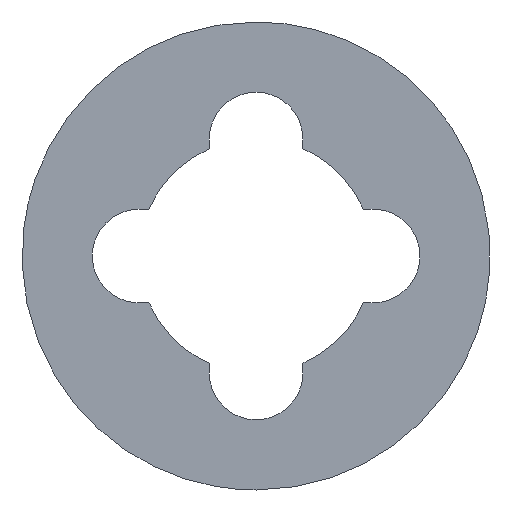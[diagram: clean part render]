
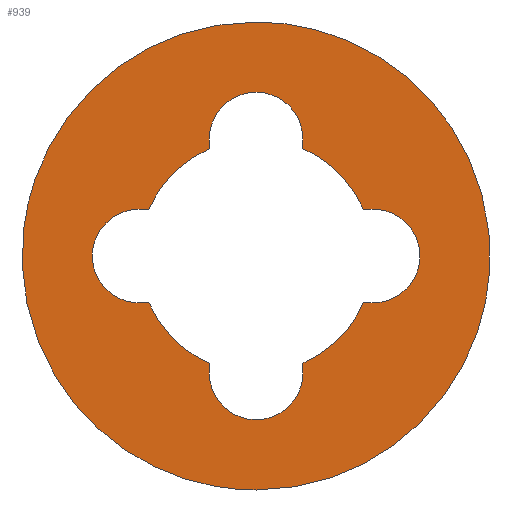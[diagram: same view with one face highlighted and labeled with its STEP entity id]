
A CAD part, front view. The second image highlights one B-rep face of the part: STEP entity #939.
In plain terms, the highlighted free-form (B-spline) face has degree [1, 1] with [2, 2] control points.
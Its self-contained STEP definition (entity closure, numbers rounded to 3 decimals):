
#66=CARTESIAN_POINT('',(-4.965,0.,0.59));
#67=VERTEX_POINT('',#66);
#68=CARTESIAN_POINT('',(0.0,0.0,-5.0));
#69=VERTEX_POINT('',#68);
#70=CARTESIAN_POINT('',(-4.965,0.,0.59));
#71=CARTESIAN_POINT('',(-5.,0.0,0.296));
#72=CARTESIAN_POINT('',(-5.0,0.0,0.0));
#73=CARTESIAN_POINT('',(-5.,0.0,-5.));
#74=CARTESIAN_POINT('',(0.0,0.0,-5.0));
#82=(BOUNDED_CURVE()B_SPLINE_CURVE(2,(#70,#71,#72,#73,#74),.UNSPECIFIED.,.F.,.U.)B_SPLINE_CURVE_WITH_KNOTS((3,2,3),(0.23,0.25,0.5),.UNSPECIFIED.)CURVE()GEOMETRIC_REPRESENTATION_ITEM()RATIONAL_B_SPLINE_CURVE((0.956,0.976,1.0,0.707,1.0))REPRESENTATION_ITEM(''));
#83=EDGE_CURVE('',#67,#69,#82,.T.);
#124=CARTESIAN_POINT('',(4.991,0.,-0.305));
#125=VERTEX_POINT('',#124);
#131=CARTESIAN_POINT('',(0.0,0.0,-5.0));
#132=CARTESIAN_POINT('',(4.704,0.0,-5.));
#133=CARTESIAN_POINT('',(4.991,0.,-0.305));
#141=(BOUNDED_CURVE()B_SPLINE_CURVE(2,(#131,#132,#133),.UNSPECIFIED.,.F.,.U.)B_SPLINE_CURVE_WITH_KNOTS((3,3),(0.5,0.739),.UNSPECIFIED.)CURVE()GEOMETRIC_REPRESENTATION_ITEM()RATIONAL_B_SPLINE_CURVE((1.0,0.72,0.976))REPRESENTATION_ITEM(''));
#142=EDGE_CURVE('',#69,#125,#141,.T.);
#165=CARTESIAN_POINT('',(0.0,0.0,5.0));
#166=VERTEX_POINT('',#165);
#167=CARTESIAN_POINT('',(0.0,0.0,5.0));
#168=CARTESIAN_POINT('',(-4.441,0.0,5.));
#169=CARTESIAN_POINT('',(-4.965,0.,0.59));
#177=(BOUNDED_CURVE()B_SPLINE_CURVE(2,(#167,#168,#169),.UNSPECIFIED.,.F.,.U.)B_SPLINE_CURVE_WITH_KNOTS((3,3),(0.0,0.23),.UNSPECIFIED.)CURVE()GEOMETRIC_REPRESENTATION_ITEM()RATIONAL_B_SPLINE_CURVE((1.0,0.731,0.956))REPRESENTATION_ITEM(''));
#178=EDGE_CURVE('',#166,#67,#177,.T.);
#180=CARTESIAN_POINT('',(4.991,0.,-0.305));
#181=CARTESIAN_POINT('',(5.,0.0,-0.153));
#182=CARTESIAN_POINT('',(5.0,0.0,0.0));
#183=CARTESIAN_POINT('',(5.,0.0,5.));
#184=CARTESIAN_POINT('',(0.0,0.0,5.0));
#192=(BOUNDED_CURVE()B_SPLINE_CURVE(2,(#180,#181,#182,#183,#184),.UNSPECIFIED.,.F.,.U.)B_SPLINE_CURVE_WITH_KNOTS((3,2,3),(0.739,0.75,1.0),.UNSPECIFIED.)CURVE()GEOMETRIC_REPRESENTATION_ITEM()RATIONAL_B_SPLINE_CURVE((0.976,0.988,1.0,0.707,1.0))REPRESENTATION_ITEM(''));
#193=EDGE_CURVE('',#125,#166,#192,.T.);
#248=CARTESIAN_POINT('',(1.0,0.0,2.5));
#249=VERTEX_POINT('',#248);
#250=CARTESIAN_POINT('',(-1.0,0.0,2.5));
#251=VERTEX_POINT('',#250);
#252=CARTESIAN_POINT('',(1.0,0.0,2.5));
#253=CARTESIAN_POINT('',(1.0,0.0,3.5));
#254=CARTESIAN_POINT('',(0.0,0.0,3.5));
#255=CARTESIAN_POINT('',(-1.0,0.0,3.5));
#256=CARTESIAN_POINT('',(-1.0,0.0,2.5));
#264=(BOUNDED_CURVE()B_SPLINE_CURVE(2,(#252,#253,#254,#255,#256),.UNSPECIFIED.,.F.,.U.)B_SPLINE_CURVE_WITH_KNOTS((3,2,3),(0.0,0.5,1.0),.UNSPECIFIED.)CURVE()GEOMETRIC_REPRESENTATION_ITEM()RATIONAL_B_SPLINE_CURVE((1.0,0.707,1.0,0.707,1.0))REPRESENTATION_ITEM(''));
#265=EDGE_CURVE('',#249,#251,#264,.T.);
#304=CARTESIAN_POINT('',(-1.0,0.0,2.291));
#305=VERTEX_POINT('',#304);
#306=CARTESIAN_POINT('',(-1.0,0.0,2.291));
#307=CARTESIAN_POINT('',(-1.0,0.0,2.5));
#308=QUASI_UNIFORM_CURVE('',1,(#306,#307),.UNSPECIFIED.,.F.,.U.);
#309=EDGE_CURVE('',#305,#251,#308,.T.);
#341=CARTESIAN_POINT('',(-2.291,0.0,1.0));
#342=VERTEX_POINT('',#341);
#343=CARTESIAN_POINT('',(-1.,0.0,2.291));
#344=CARTESIAN_POINT('',(-1.899,0.0,1.899));
#345=CARTESIAN_POINT('',(-2.291,0.0,1.));
#353=(BOUNDED_CURVE()B_SPLINE_CURVE(2,(#343,#344,#345),.UNSPECIFIED.,.F.,.U.)CURVE()GEOMETRIC_REPRESENTATION_ITEM()QUASI_UNIFORM_CURVE()RATIONAL_B_SPLINE_CURVE((1.0,0.931,1.0))REPRESENTATION_ITEM(''));
#354=EDGE_CURVE('',#305,#342,#353,.T.);
#385=CARTESIAN_POINT('',(-2.5,0.0,1.0));
#386=VERTEX_POINT('',#385);
#387=CARTESIAN_POINT('',(-2.5,0.0,1.0));
#388=CARTESIAN_POINT('',(-2.291,0.0,1.0));
#389=QUASI_UNIFORM_CURVE('',1,(#387,#388),.UNSPECIFIED.,.F.,.U.);
#390=EDGE_CURVE('',#386,#342,#389,.T.);
#426=CARTESIAN_POINT('',(-2.5,0.0,-1.0));
#427=VERTEX_POINT('',#426);
#428=CARTESIAN_POINT('',(-2.5,0.0,1.0));
#429=CARTESIAN_POINT('',(-3.5,0.0,1.0));
#430=CARTESIAN_POINT('',(-3.5,0.0,0.0));
#431=CARTESIAN_POINT('',(-3.5,0.0,-1.0));
#432=CARTESIAN_POINT('',(-2.5,0.0,-1.0));
#440=(BOUNDED_CURVE()B_SPLINE_CURVE(2,(#428,#429,#430,#431,#432),.UNSPECIFIED.,.F.,.U.)B_SPLINE_CURVE_WITH_KNOTS((3,2,3),(0.0,0.5,1.0),.UNSPECIFIED.)CURVE()GEOMETRIC_REPRESENTATION_ITEM()RATIONAL_B_SPLINE_CURVE((1.0,0.707,1.0,0.707,1.0))REPRESENTATION_ITEM(''));
#441=EDGE_CURVE('',#386,#427,#440,.T.);
#474=CARTESIAN_POINT('',(-2.291,0.0,-1.0));
#475=VERTEX_POINT('',#474);
#476=CARTESIAN_POINT('',(-2.291,0.0,-1.0));
#477=CARTESIAN_POINT('',(-2.5,0.0,-1.0));
#478=QUASI_UNIFORM_CURVE('',1,(#476,#477),.UNSPECIFIED.,.F.,.U.);
#479=EDGE_CURVE('',#475,#427,#478,.T.);
#511=CARTESIAN_POINT('',(-1.0,0.0,-2.291));
#512=VERTEX_POINT('',#511);
#513=CARTESIAN_POINT('',(-2.291,0.0,-1.));
#514=CARTESIAN_POINT('',(-1.899,0.0,-1.899));
#515=CARTESIAN_POINT('',(-1.0,0.0,-2.291));
#523=(BOUNDED_CURVE()B_SPLINE_CURVE(2,(#513,#514,#515),.UNSPECIFIED.,.F.,.U.)CURVE()GEOMETRIC_REPRESENTATION_ITEM()QUASI_UNIFORM_CURVE()RATIONAL_B_SPLINE_CURVE((1.0,0.931,1.0))REPRESENTATION_ITEM(''));
#524=EDGE_CURVE('',#475,#512,#523,.T.);
#555=CARTESIAN_POINT('',(-1.0,0.0,-2.5));
#556=VERTEX_POINT('',#555);
#557=CARTESIAN_POINT('',(-1.0,0.0,-2.5));
#558=CARTESIAN_POINT('',(-1.0,0.0,-2.291));
#559=QUASI_UNIFORM_CURVE('',1,(#557,#558),.UNSPECIFIED.,.F.,.U.);
#560=EDGE_CURVE('',#556,#512,#559,.T.);
#596=CARTESIAN_POINT('',(1.0,0.0,-2.5));
#597=VERTEX_POINT('',#596);
#598=CARTESIAN_POINT('',(-1.0,0.0,-2.5));
#599=CARTESIAN_POINT('',(-1.0,0.0,-3.5));
#600=CARTESIAN_POINT('',(0.0,0.0,-3.5));
#601=CARTESIAN_POINT('',(1.0,0.0,-3.5));
#602=CARTESIAN_POINT('',(1.0,0.0,-2.5));
#610=(BOUNDED_CURVE()B_SPLINE_CURVE(2,(#598,#599,#600,#601,#602),.UNSPECIFIED.,.F.,.U.)B_SPLINE_CURVE_WITH_KNOTS((3,2,3),(0.0,0.5,1.0),.UNSPECIFIED.)CURVE()GEOMETRIC_REPRESENTATION_ITEM()RATIONAL_B_SPLINE_CURVE((1.0,0.707,1.0,0.707,1.0))REPRESENTATION_ITEM(''));
#611=EDGE_CURVE('',#556,#597,#610,.T.);
#644=CARTESIAN_POINT('',(1.0,0.0,-2.291));
#645=VERTEX_POINT('',#644);
#646=CARTESIAN_POINT('',(1.0,0.0,-2.291));
#647=CARTESIAN_POINT('',(1.0,0.0,-2.5));
#648=QUASI_UNIFORM_CURVE('',1,(#646,#647),.UNSPECIFIED.,.F.,.U.);
#649=EDGE_CURVE('',#645,#597,#648,.T.);
#681=CARTESIAN_POINT('',(2.291,0.0,-1.0));
#682=VERTEX_POINT('',#681);
#683=CARTESIAN_POINT('',(1.,0.0,-2.291));
#684=CARTESIAN_POINT('',(1.899,0.0,-1.899));
#685=CARTESIAN_POINT('',(2.291,0.0,-1.0));
#693=(BOUNDED_CURVE()B_SPLINE_CURVE(2,(#683,#684,#685),.UNSPECIFIED.,.F.,.U.)CURVE()GEOMETRIC_REPRESENTATION_ITEM()QUASI_UNIFORM_CURVE()RATIONAL_B_SPLINE_CURVE((1.0,0.931,1.0))REPRESENTATION_ITEM(''));
#694=EDGE_CURVE('',#645,#682,#693,.T.);
#725=CARTESIAN_POINT('',(2.5,0.0,-1.0));
#726=VERTEX_POINT('',#725);
#727=CARTESIAN_POINT('',(2.5,0.0,-1.0));
#728=CARTESIAN_POINT('',(2.291,0.0,-1.0));
#729=QUASI_UNIFORM_CURVE('',1,(#727,#728),.UNSPECIFIED.,.F.,.U.);
#730=EDGE_CURVE('',#726,#682,#729,.T.);
#766=CARTESIAN_POINT('',(2.5,0.0,1.0));
#767=VERTEX_POINT('',#766);
#768=CARTESIAN_POINT('',(2.5,0.0,-1.0));
#769=CARTESIAN_POINT('',(3.5,0.0,-1.0));
#770=CARTESIAN_POINT('',(3.5,0.0,0.0));
#771=CARTESIAN_POINT('',(3.5,0.0,1.0));
#772=CARTESIAN_POINT('',(2.5,0.0,1.0));
#780=(BOUNDED_CURVE()B_SPLINE_CURVE(2,(#768,#769,#770,#771,#772),.UNSPECIFIED.,.F.,.U.)B_SPLINE_CURVE_WITH_KNOTS((3,2,3),(0.0,0.5,1.0),.UNSPECIFIED.)CURVE()GEOMETRIC_REPRESENTATION_ITEM()RATIONAL_B_SPLINE_CURVE((1.0,0.707,1.0,0.707,1.0))REPRESENTATION_ITEM(''));
#781=EDGE_CURVE('',#726,#767,#780,.T.);
#814=CARTESIAN_POINT('',(2.291,0.0,1.0));
#815=VERTEX_POINT('',#814);
#816=CARTESIAN_POINT('',(2.291,0.0,1.0));
#817=CARTESIAN_POINT('',(2.5,0.0,1.0));
#818=QUASI_UNIFORM_CURVE('',1,(#816,#817),.UNSPECIFIED.,.F.,.U.);
#819=EDGE_CURVE('',#815,#767,#818,.T.);
#851=CARTESIAN_POINT('',(1.0,0.0,2.291));
#852=VERTEX_POINT('',#851);
#853=CARTESIAN_POINT('',(2.291,0.0,1.));
#854=CARTESIAN_POINT('',(1.899,0.0,1.899));
#855=CARTESIAN_POINT('',(1.0,0.0,2.291));
#863=(BOUNDED_CURVE()B_SPLINE_CURVE(2,(#853,#854,#855),.UNSPECIFIED.,.F.,.U.)CURVE()GEOMETRIC_REPRESENTATION_ITEM()QUASI_UNIFORM_CURVE()RATIONAL_B_SPLINE_CURVE((1.0,0.931,1.0))REPRESENTATION_ITEM(''));
#864=EDGE_CURVE('',#815,#852,#863,.T.);
#895=CARTESIAN_POINT('',(1.0,0.0,2.5));
#896=CARTESIAN_POINT('',(1.0,0.0,2.291));
#897=QUASI_UNIFORM_CURVE('',1,(#895,#896),.UNSPECIFIED.,.F.,.U.);
#898=EDGE_CURVE('',#249,#852,#897,.T.);
#910=CARTESIAN_POINT('',(-5.499,0.0,5.499));
#911=CARTESIAN_POINT('',(5.499,0.0,5.499));
#912=CARTESIAN_POINT('',(-5.499,0.0,-5.5));
#913=CARTESIAN_POINT('',(5.499,0.0,-5.5));
#914=B_SPLINE_SURFACE_WITH_KNOTS('',1,1,((#910,#912),(#911,#913)),.UNSPECIFIED.,.F.,.F.,.U.,(2,2),(2,2),(0.0,10.999),(0.0,10.999),.UNSPECIFIED.);
#915=ORIENTED_EDGE('',*,*,#178,.T.);
#916=ORIENTED_EDGE('',*,*,#83,.T.);
#917=ORIENTED_EDGE('',*,*,#142,.T.);
#918=ORIENTED_EDGE('',*,*,#193,.T.);
#919=EDGE_LOOP('',(#915,#916,#917,#918));
#920=FACE_OUTER_BOUND('',#919,.T.);
#921=ORIENTED_EDGE('',*,*,#265,.F.);
#922=ORIENTED_EDGE('',*,*,#898,.T.);
#923=ORIENTED_EDGE('',*,*,#864,.F.);
#924=ORIENTED_EDGE('',*,*,#819,.T.);
#925=ORIENTED_EDGE('',*,*,#781,.F.);
#926=ORIENTED_EDGE('',*,*,#730,.T.);
#927=ORIENTED_EDGE('',*,*,#694,.F.);
#928=ORIENTED_EDGE('',*,*,#649,.T.);
#929=ORIENTED_EDGE('',*,*,#611,.F.);
#930=ORIENTED_EDGE('',*,*,#560,.T.);
#931=ORIENTED_EDGE('',*,*,#524,.F.);
#932=ORIENTED_EDGE('',*,*,#479,.T.);
#933=ORIENTED_EDGE('',*,*,#441,.F.);
#934=ORIENTED_EDGE('',*,*,#390,.T.);
#935=ORIENTED_EDGE('',*,*,#354,.F.);
#936=ORIENTED_EDGE('',*,*,#309,.T.);
#937=EDGE_LOOP('',(#921,#922,#923,#924,#925,#926,#927,#928,#929,#930,#931,#932,#933,#934,#935,#936));
#938=FACE_BOUND('',#937,.T.);
#939=ADVANCED_FACE('',(#920,#938),#914,.F.);
